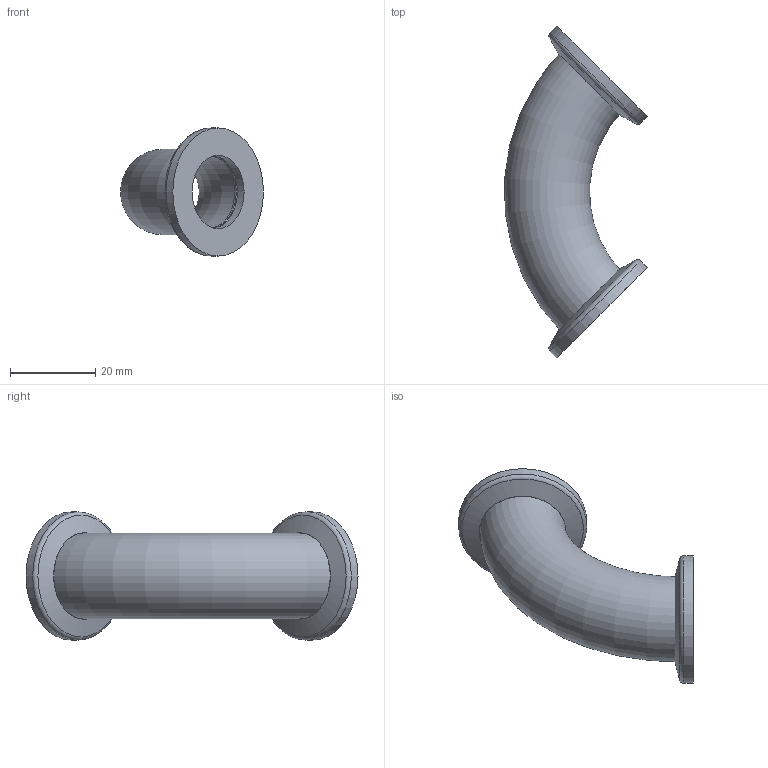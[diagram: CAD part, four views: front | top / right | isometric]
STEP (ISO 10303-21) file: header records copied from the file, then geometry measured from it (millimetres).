
FILE_DESCRIPTION (( 'STEP AP214' ), '1' );
FILE_NAME ('C901KF16FULLVAC.STEP', '2025-02-05T11:11:46', ( '' ), ( '' ), 'SwSTEP 2.0', 'SolidWorks 2017', '' );
FILE_SCHEMA (( 'AUTOMOTIVE_DESIGN' ));
Length unit declared in the file: millimetre
Products named in the file (1): C901KF16FULLVAC
Bounding box: 33.46 x 77.78 x 30 mm (x, y, z)
Volume: 8373.3 mm3; surface area: 9879.2 mm2
Topology: 3 solids, 3 shells, 24 faces, 40 edges, 24 vertices
Faces by surface type: plane 8, cylinder 8, torus 6, cone 2
Full cylindrical faces by diameter (mm): 17 x2, 17.2 x2, 20.2 x2, 30 x2
Entity records: 548 total; most frequent: DIRECTION 98, CARTESIAN_POINT 73, AXIS2_PLACEMENT_3D 49, ORIENTED_EDGE 48, EDGE_LOOP 48, FACE_OUTER_BOUND 38, EDGE_CURVE 24, CIRCLE 24
